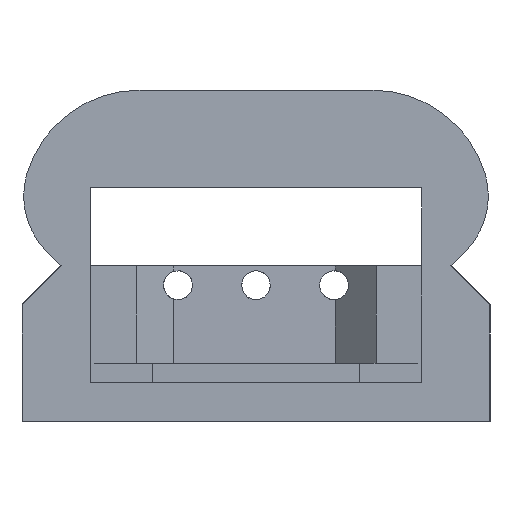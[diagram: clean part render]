
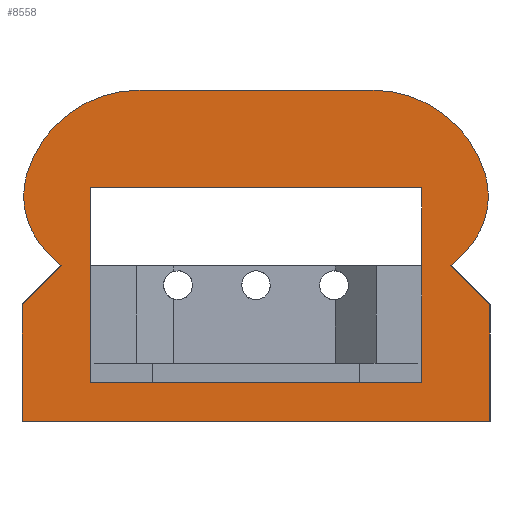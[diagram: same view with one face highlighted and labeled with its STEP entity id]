
A CAD part, left-side view. The second image highlights one B-rep face of the part: STEP entity #8558.
In plain terms, the highlighted planar face has unit normal (-1, 0, 0).
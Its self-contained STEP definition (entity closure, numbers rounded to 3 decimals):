
#56 = VECTOR ( 'NONE', #9404, 1000. ) ;
#64 = CARTESIAN_POINT ( 'NONE',  ( -279.699, 5.513, 1. ) ) ;
#171 = DIRECTION ( 'NONE',  ( 0., 0.707, -0.707 ) ) ;
#308 = VERTEX_POINT ( 'NONE', #12403 ) ;
#489 = EDGE_CURVE ( 'NONE', #12908, #5753, #8400, .T. ) ;
#1085 = VECTOR ( 'NONE', #9938, 1000. ) ;
#1086 = CARTESIAN_POINT ( 'NONE',  ( -279.699, -4.737, 3. ) ) ;
#1298 = DIRECTION ( 'NONE',  ( 0., 0., -1. ) ) ;
#1303 = VERTEX_POINT ( 'NONE', #1619 ) ;
#1380 = EDGE_CURVE ( 'NONE', #8654, #12813, #2680, .T. ) ;
#1579 = ORIENTED_EDGE ( 'NONE', *, *, #14990, .T. ) ;
#1618 = CARTESIAN_POINT ( 'NONE',  ( -279.699, 7.263, 4. ) ) ;
#1619 = CARTESIAN_POINT ( 'NONE',  ( -279.699, 7.137, 6.36 ) ) ;
#1660 = VERTEX_POINT ( 'NONE', #11845 ) ;
#1733 = ORIENTED_EDGE ( 'NONE', *, *, #8341, .F. ) ;
#1803 = DIRECTION ( 'NONE',  ( 0., -0.707, 0.707 ) ) ;
#2055 = CARTESIAN_POINT ( 'NONE',  ( -279.699, 7.263, 3. ) ) ;
#2080 = ORIENTED_EDGE ( 'NONE', *, *, #7863, .F. ) ;
#2163 = FACE_OUTER_BOUND ( 'NONE', #9484, .T. ) ;
#2204 = VERTEX_POINT ( 'NONE', #11046 ) ;
#2524 = CARTESIAN_POINT ( 'NONE',  ( -279.699, 7.263, 8.5 ) ) ;
#2567 = VECTOR ( 'NONE', #11939, 1000. ) ;
#2600 = CIRCLE ( 'NONE', #4546, 3. ) ;
#2680 = LINE ( 'NONE', #2524, #2567 ) ;
#2715 = EDGE_LOOP ( 'NONE', ( #8085, #1733, #4973, #5944, #5761, #7984 ) ) ;
#2777 = CARTESIAN_POINT ( 'NONE',  ( -279.699, 6.263, 4. ) ) ;
#2979 = CIRCLE ( 'NONE', #10536, 3. ) ;
#3100 = CARTESIAN_POINT ( 'NONE',  ( -279.699, 6.635, 4.372 ) ) ;
#3361 = CIRCLE ( 'NONE', #8722, 2. ) ;
#3380 = CARTESIAN_POINT ( 'NONE',  ( -279.699, 7.263, 4. ) ) ;
#3627 = CARTESIAN_POINT ( 'NONE',  ( -279.699, -1.737, 5.5 ) ) ;
#3652 = DIRECTION ( 'NONE',  ( 0., 0., -1. ) ) ;
#3800 = VERTEX_POINT ( 'NONE', #14219 ) ;
#3819 = EDGE_CURVE ( 'NONE', #2204, #5753, #7406, .T. ) ;
#3830 = CARTESIAN_POINT ( 'NONE',  ( -279.699, -2.987, 1. ) ) ;
#3868 = EDGE_CURVE ( 'NONE', #1660, #12289, #8630, .T. ) ;
#4072 = ORIENTED_EDGE ( 'NONE', *, *, #6265, .T. ) ;
#4143 = LINE ( 'NONE', #14545, #8403 ) ;
#4155 = CARTESIAN_POINT ( 'NONE',  ( -279.699, 6.263, 4. ) ) ;
#4188 = EDGE_CURVE ( 'NONE', #8654, #1303, #2600, .T. ) ;
#4222 = ORIENTED_EDGE ( 'NONE', *, *, #11020, .T. ) ;
#4247 = LINE ( 'NONE', #12500, #13970 ) ;
#4267 = CARTESIAN_POINT ( 'NONE',  ( -279.699, -2.986, 4. ) ) ;
#4378 = CARTESIAN_POINT ( 'NONE',  ( -279.699, -2.987, 4. ) ) ;
#4546 = AXIS2_PLACEMENT_3D ( 'NONE', #11041, #5081, #3652 ) ;
#4973 = ORIENTED_EDGE ( 'NONE', *, *, #7431, .F. ) ;
#5062 = CIRCLE ( 'NONE', #14091, 2. ) ;
#5075 = DIRECTION ( 'NONE',  ( 0., -0.707, -0.707 ) ) ;
#5081 = DIRECTION ( 'NONE',  ( -1., 0., 0. ) ) ;
#5083 = EDGE_CURVE ( 'NONE', #9801, #12908, #12741, .T. ) ;
#5305 = DIRECTION ( 'NONE',  ( 0., 0., -1. ) ) ;
#5444 = LINE ( 'NONE', #7510, #12044 ) ;
#5706 = VERTEX_POINT ( 'NONE', #4155 ) ;
#5753 = VERTEX_POINT ( 'NONE', #4378 ) ;
#5761 = ORIENTED_EDGE ( 'NONE', *, *, #489, .F. ) ;
#5812 = CARTESIAN_POINT ( 'NONE',  ( -279.699, 7.263, 4. ) ) ;
#5918 = ORIENTED_EDGE ( 'NONE', *, *, #15008, .T. ) ;
#5944 = ORIENTED_EDGE ( 'NONE', *, *, #3819, .T. ) ;
#5954 = LINE ( 'NONE', #14210, #9595 ) ;
#6035 = ORIENTED_EDGE ( 'NONE', *, *, #4188, .T. ) ;
#6265 = EDGE_CURVE ( 'NONE', #1303, #11646, #5062, .T. ) ;
#6384 = CARTESIAN_POINT ( 'NONE',  ( -279.699, -4.737, 0. ) ) ;
#6394 = VERTEX_POINT ( 'NONE', #6551 ) ;
#6452 = VECTOR ( 'NONE', #11866, 1000. ) ;
#6497 = VERTEX_POINT ( 'NONE', #14801 ) ;
#6551 = CARTESIAN_POINT ( 'NONE',  ( -279.699, -4.737, 3. ) ) ;
#6605 = ORIENTED_EDGE ( 'NONE', *, *, #7918, .T. ) ;
#6732 = EDGE_CURVE ( 'NONE', #3800, #308, #3361, .T. ) ;
#6928 = DIRECTION ( 'NONE',  ( 0., -1., 0. ) ) ;
#6966 = FACE_BOUND ( 'NONE', #2715, .T. ) ;
#7090 = CARTESIAN_POINT ( 'NONE',  ( -279.699, 5.221, 5.787 ) ) ;
#7131 = VECTOR ( 'NONE', #1803, 1000. ) ;
#7292 = DIRECTION ( 'NONE',  ( -1., 0., 0. ) ) ;
#7383 = VECTOR ( 'NONE', #5075, 1000. ) ;
#7406 = LINE ( 'NONE', #1618, #6452 ) ;
#7431 = EDGE_CURVE ( 'NONE', #2204, #6497, #9998, .T. ) ;
#7450 = ORIENTED_EDGE ( 'NONE', *, *, #12878, .T. ) ;
#7510 = CARTESIAN_POINT ( 'NONE',  ( -279.699, 5.513, 6. ) ) ;
#7567 = DIRECTION ( 'NONE',  ( 0., 0., 1. ) ) ;
#7632 = AXIS2_PLACEMENT_3D ( 'NONE', #5812, #10484, #12642 ) ;
#7821 = DIRECTION ( 'NONE',  ( 0., 0., -1. ) ) ;
#7863 = EDGE_CURVE ( 'NONE', #6394, #12289, #4247, .T. ) ;
#7867 = VERTEX_POINT ( 'NONE', #7898 ) ;
#7898 = CARTESIAN_POINT ( 'NONE',  ( -279.699, -3.737, 4. ) ) ;
#7918 = EDGE_CURVE ( 'NONE', #7867, #3800, #9980, .T. ) ;
#7956 = LINE ( 'NONE', #3380, #12101 ) ;
#7984 = ORIENTED_EDGE ( 'NONE', *, *, #5083, .F. ) ;
#8085 = ORIENTED_EDGE ( 'NONE', *, *, #9907, .T. ) ;
#8341 = EDGE_CURVE ( 'NONE', #6497, #9666, #5444, .T. ) ;
#8400 = LINE ( 'NONE', #3830, #9749 ) ;
#8403 = VECTOR ( 'NONE', #7567, 1000. ) ;
#8558 = ADVANCED_FACE ( 'NONE', ( #6966, #2163 ), #9330, .F. ) ;
#8564 = CARTESIAN_POINT ( 'NONE',  ( -279.699, 4.263, 8.5 ) ) ;
#8630 = LINE ( 'NONE', #13309, #1085 ) ;
#8654 = VERTEX_POINT ( 'NONE', #8564 ) ;
#8722 = AXIS2_PLACEMENT_3D ( 'NONE', #14564, #11120, #5305 ) ;
#8830 = VECTOR ( 'NONE', #8841, 1000. ) ;
#8841 = DIRECTION ( 'NONE',  ( 0., 0., 1. ) ) ;
#8958 = DIRECTION ( 'NONE',  ( 0., 1., 0. ) ) ;
#9330 = PLANE ( 'NONE',  #7632 ) ;
#9404 = DIRECTION ( 'NONE',  ( 0., 0.707, 0.707 ) ) ;
#9414 = CARTESIAN_POINT ( 'NONE',  ( -279.699, 5.513, 1. ) ) ;
#9484 = EDGE_LOOP ( 'NONE', ( #6035, #4072, #15086, #7450, #4222, #9777, #2080, #5918, #6605, #13094, #1579, #15024 ) ) ;
#9595 = VECTOR ( 'NONE', #171, 1000. ) ;
#9665 = DIRECTION ( 'NONE',  ( 0., 0., -1. ) ) ;
#9666 = VERTEX_POINT ( 'NONE', #14002 ) ;
#9749 = VECTOR ( 'NONE', #14299, 1000. ) ;
#9777 = ORIENTED_EDGE ( 'NONE', *, *, #3868, .T. ) ;
#9801 = VERTEX_POINT ( 'NONE', #9414 ) ;
#9907 = EDGE_CURVE ( 'NONE', #9801, #9666, #4143, .T. ) ;
#9938 = DIRECTION ( 'NONE',  ( 0., -1., 0. ) ) ;
#9980 = LINE ( 'NONE', #12277, #7131 ) ;
#9998 = LINE ( 'NONE', #4267, #8830 ) ;
#10409 = DIRECTION ( 'NONE',  ( 0., 0., -1. ) ) ;
#10484 = DIRECTION ( 'NONE',  ( 1., 0., 0. ) ) ;
#10536 = AXIS2_PLACEMENT_3D ( 'NONE', #3627, #7292, #9665 ) ;
#10859 = CARTESIAN_POINT ( 'NONE',  ( -279.699, -2.987, 1. ) ) ;
#11020 = EDGE_CURVE ( 'NONE', #14260, #1660, #7956, .T. ) ;
#11041 = CARTESIAN_POINT ( 'NONE',  ( -279.699, 4.263, 5.5 ) ) ;
#11046 = CARTESIAN_POINT ( 'NONE',  ( -279.699, -2.986, 4. ) ) ;
#11120 = DIRECTION ( 'NONE',  ( -1., 0., 0. ) ) ;
#11631 = LINE ( 'NONE', #1086, #56 ) ;
#11646 = VERTEX_POINT ( 'NONE', #3100 ) ;
#11767 = DIRECTION ( 'NONE',  ( -1., 0., 0. ) ) ;
#11845 = CARTESIAN_POINT ( 'NONE',  ( -279.699, 7.263, 0. ) ) ;
#11866 = DIRECTION ( 'NONE',  ( 0., -1., 0. ) ) ;
#11939 = DIRECTION ( 'NONE',  ( 0., -1., 0. ) ) ;
#12044 = VECTOR ( 'NONE', #8958, 1000. ) ;
#12101 = VECTOR ( 'NONE', #10409, 1000. ) ;
#12277 = CARTESIAN_POINT ( 'NONE',  ( -279.699, -3.737, 4. ) ) ;
#12289 = VERTEX_POINT ( 'NONE', #6384 ) ;
#12403 = CARTESIAN_POINT ( 'NONE',  ( -279.699, -4.611, 6.36 ) ) ;
#12500 = CARTESIAN_POINT ( 'NONE',  ( -279.699, -4.737, 4. ) ) ;
#12642 = DIRECTION ( 'NONE',  ( 0., 0., -1. ) ) ;
#12741 = LINE ( 'NONE', #64, #13758 ) ;
#12764 = CARTESIAN_POINT ( 'NONE',  ( -279.699, -1.737, 8.5 ) ) ;
#12813 = VERTEX_POINT ( 'NONE', #12764 ) ;
#12878 = EDGE_CURVE ( 'NONE', #5706, #14260, #5954, .T. ) ;
#12908 = VERTEX_POINT ( 'NONE', #10859 ) ;
#13094 = ORIENTED_EDGE ( 'NONE', *, *, #6732, .T. ) ;
#13258 = LINE ( 'NONE', #2777, #7383 ) ;
#13309 = CARTESIAN_POINT ( 'NONE',  ( -279.699, 7.263, 0. ) ) ;
#13758 = VECTOR ( 'NONE', #6928, 1000. ) ;
#13817 = EDGE_CURVE ( 'NONE', #11646, #5706, #13258, .T. ) ;
#13970 = VECTOR ( 'NONE', #7821, 1000. ) ;
#14002 = CARTESIAN_POINT ( 'NONE',  ( -279.699, 5.513, 6. ) ) ;
#14091 = AXIS2_PLACEMENT_3D ( 'NONE', #7090, #11767, #1298 ) ;
#14210 = CARTESIAN_POINT ( 'NONE',  ( -279.699, 6.263, 4. ) ) ;
#14219 = CARTESIAN_POINT ( 'NONE',  ( -279.699, -4.109, 4.372 ) ) ;
#14260 = VERTEX_POINT ( 'NONE', #2055 ) ;
#14299 = DIRECTION ( 'NONE',  ( 0., 0., 1. ) ) ;
#14545 = CARTESIAN_POINT ( 'NONE',  ( -279.699, 5.513, 1. ) ) ;
#14564 = CARTESIAN_POINT ( 'NONE',  ( -279.699, -2.695, 5.787 ) ) ;
#14801 = CARTESIAN_POINT ( 'NONE',  ( -279.699, -2.986, 6. ) ) ;
#14990 = EDGE_CURVE ( 'NONE', #308, #12813, #2979, .T. ) ;
#15008 = EDGE_CURVE ( 'NONE', #6394, #7867, #11631, .T. ) ;
#15024 = ORIENTED_EDGE ( 'NONE', *, *, #1380, .F. ) ;
#15086 = ORIENTED_EDGE ( 'NONE', *, *, #13817, .T. ) ;
